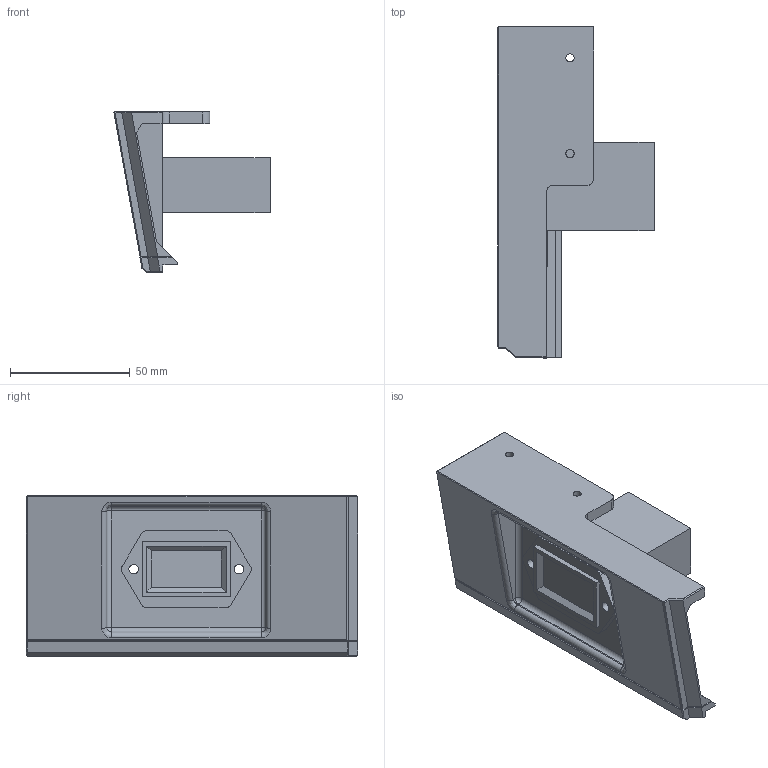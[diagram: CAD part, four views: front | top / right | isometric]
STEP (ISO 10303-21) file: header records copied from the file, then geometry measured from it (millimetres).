
FILE_DESCRIPTION(/* description */ (''),/* implementation_level */ '2;1');
FILE_NAME(/* name */ 'HourMeterFor300.step',/* time_stamp */ '2022-08-28T20:39:02-07:00',/* author */ (''),/* organization */ (''),/* preprocessor_version */ 'ST-DEVELOPER v19',/* originating_system */ 'Autodesk Translation Framework v11.7.0.108',/* authorisation */ '');
FILE_SCHEMA (('AUTOMOTIVE_DESIGN { 1 0 10303 214 3 1 1 }'));
Length unit declared in the file: millimetre
Products named in the file (3): HourMeterSkirt; SideSkirt (1); HourCounter
Assembly tree (2 placements, depth 2):
  HourMeterSkirt
    SideSkirt (1)
    HourCounter
Bounding box: 65.26 x 138.61 x 67 mm (x, y, z)
Volume: 129949.6 mm3; surface area: 43370 mm2
Topology: 3 solids, 3 shells, 144 faces, 360 edges, 230 vertices
Faces by surface type: plane 99, cylinder 31, cone 6, sphere 4, bspline 4
Full cylindrical faces by diameter (mm): 3.4 x2, 4 x4, 5 x2, 5.1 x2
Entity records: 4464 total; most frequent: CARTESIAN_POINT 845, DIRECTION 723, ORIENTED_EDGE 720, EDGE_CURVE 360, LINE 287, VECTOR 287, VERTEX_POINT 230, AXIS2_PLACEMENT_3D 218
